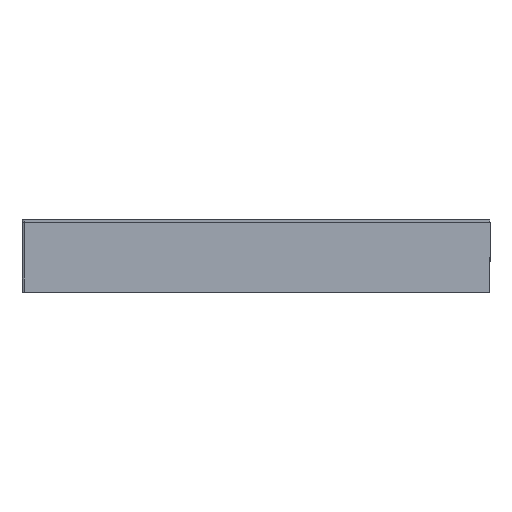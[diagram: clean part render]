
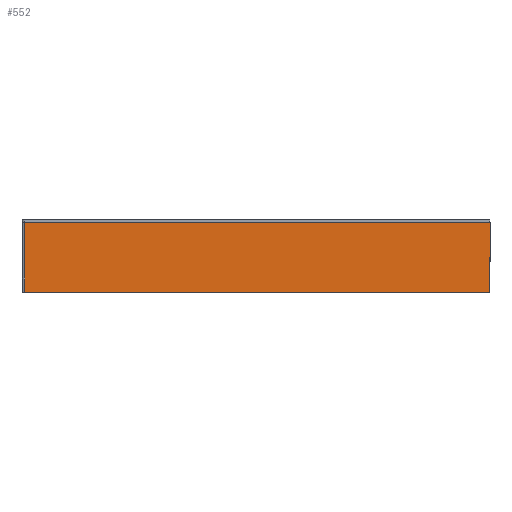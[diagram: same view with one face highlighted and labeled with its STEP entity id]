
A CAD part, left-side view. The second image highlights one B-rep face of the part: STEP entity #552.
In plain terms, the highlighted planar face has unit normal (-1, 0, 0).
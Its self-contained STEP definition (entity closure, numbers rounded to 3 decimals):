
#552=ADVANCED_FACE('',(#2488),#2490,.T.);
#2488=FACE_BOUND('',#2489,.T.);
#2489=EDGE_LOOP('',(#14878,#14879,#14880,#14881));
#2490=PLANE('',#2491);
#2491=AXIS2_PLACEMENT_3D('',#2492,#2493,#2494);
#2492=CARTESIAN_POINT('',(-120.,87.5,0.));
#2493=DIRECTION('',(-1.,0.,0.));
#2494=DIRECTION('',(0.,-1.,0.));
#14878=ORIENTED_EDGE('',*,*,#25890,.F.);
#14879=ORIENTED_EDGE('',*,*,#25875,.T.);
#14880=ORIENTED_EDGE('',*,*,#25830,.T.);
#14881=ORIENTED_EDGE('',*,*,#25884,.F.);
#25830=EDGE_CURVE('',#30469,#30474,#30476,.T.);
#25875=EDGE_CURVE('',#30546,#30469,#30553,.T.);
#25884=EDGE_CURVE('',#30567,#30474,#30570,.T.);
#25890=EDGE_CURVE('',#30546,#30567,#30579,.T.);
#30469=VERTEX_POINT('',#38213);
#30474=VERTEX_POINT('',#38222);
#30476=LINE('',#38226,#38227);
#30546=VERTEX_POINT('',#38378);
#30553=LINE('',#38395,#38396);
#30567=VERTEX_POINT('',#38426);
#30570=LINE('',#38432,#38433);
#30579=LINE('',#38454,#38455);
#38213=CARTESIAN_POINT('',(-120.,-87.5,0.));
#38222=CARTESIAN_POINT('',(-120.,-87.5,26.));
#38226=CARTESIAN_POINT('',(-120.,-87.5,0.));
#38227=VECTOR('',#38228,1.);
#38228=DIRECTION('',(0.,0.,1.));
#38378=CARTESIAN_POINT('',(-120.,86.5,0.));
#38395=CARTESIAN_POINT('',(-120.,86.5,0.));
#38396=VECTOR('',#38397,1.);
#38397=DIRECTION('',(0.,-1.,0.));
#38426=CARTESIAN_POINT('',(-120.,86.5,26.));
#38432=CARTESIAN_POINT('',(-120.,86.5,26.));
#38433=VECTOR('',#38434,1.);
#38434=DIRECTION('',(0.,-1.,0.));
#38454=CARTESIAN_POINT('',(-120.,86.5,0.));
#38455=VECTOR('',#38456,1.);
#38456=DIRECTION('',(0.,0.,1.));
